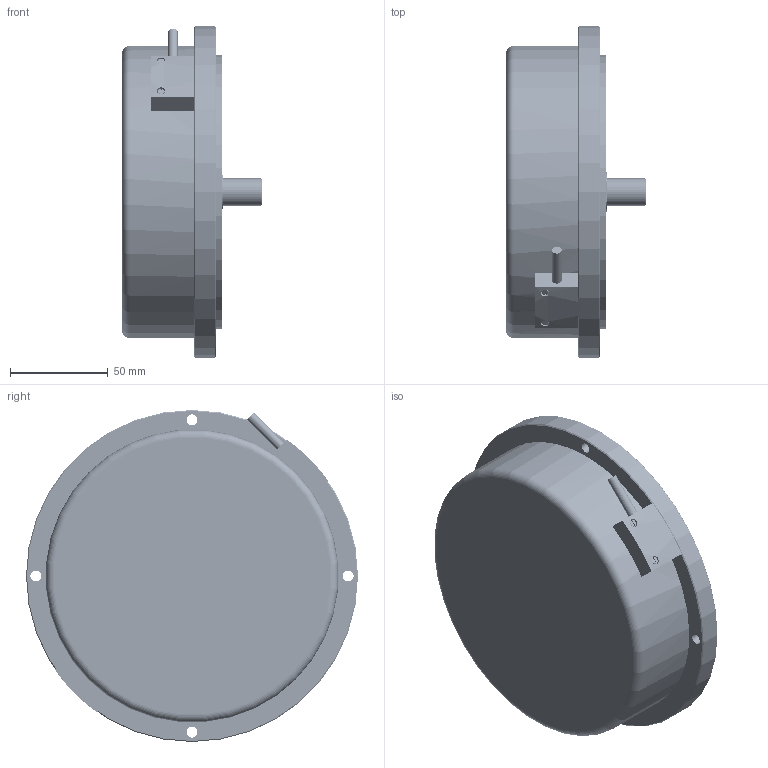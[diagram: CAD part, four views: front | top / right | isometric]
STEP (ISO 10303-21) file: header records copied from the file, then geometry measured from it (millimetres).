
FILE_DESCRIPTION (( 'STEP AP214' ), '1' );
FILE_NAME ('ﾋﾈﾐ-1170ﾀ.STEP', '2017-05-23T09:02:02', ( '' ), ( '' ), 'SwSTEP 2.0', 'SolidWorks 2013', '' );
FILE_SCHEMA (( 'AUTOMOTIVE_DESIGN' ));
Length unit declared in the file: millimetre
Products named in the file (1): ﾋﾈﾐ-1170ﾀ
Bounding box: 71.65 x 170 x 170 mm (x, y, z)
Volume: 432615.3 mm3; surface area: 223664.4 mm2
Topology: 32 solids, 32 shells, 2874 faces, 7734 edges, 4920 vertices
Faces by surface type: cone 1305, cylinder 924, plane 256, sphere 224, torus 160, bspline 5
Entity records: 138867 total; most frequent: CARTESIAN_POINT 32689, DIRECTION 16775, ORIENTED_EDGE 15444, EDGE_CURVE 7722, AXIS2_PLACEMENT_3D 7169, VERTEX_POINT 4920, CIRCLE 4299, EDGE_LOOP 3126
